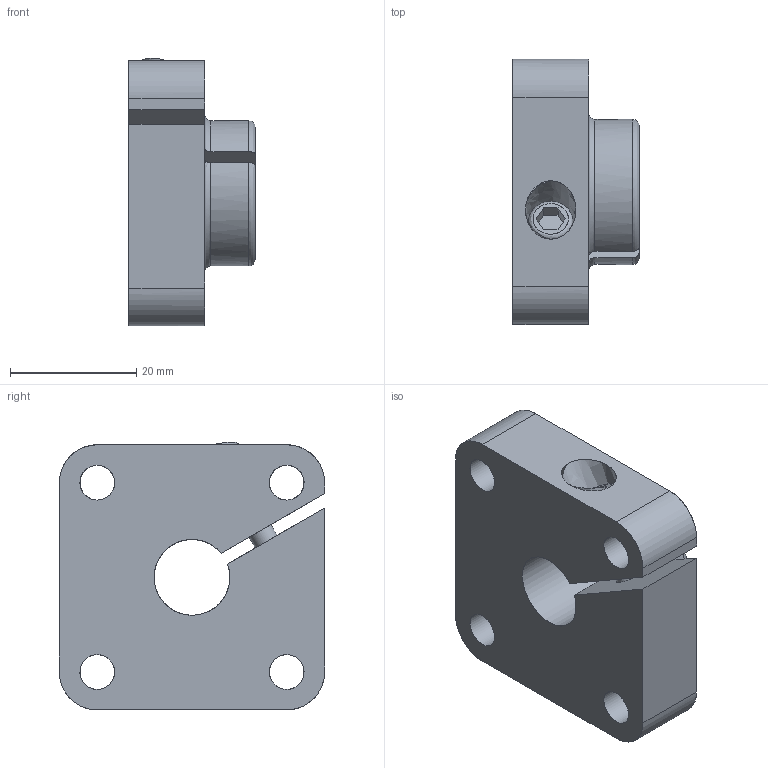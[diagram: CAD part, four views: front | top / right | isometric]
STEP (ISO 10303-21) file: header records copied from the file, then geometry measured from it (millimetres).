
FILE_DESCRIPTION ((), '1');
FILE_NAME ('FH56-012.stp', '2019-01-17T15:04:49', ('Unknown'), ('Unknown'), 'HarmonyWare STEP v2.0.5', 'Vectorworks', '');
FILE_SCHEMA (('CONFIG_CONTROL_DESIGN'));
Length unit declared in the file: millimetre
Products named in the file (1): NONE
Bounding box: 20 x 42 x 42.43 mm (x, y, z)
Surface area: 7694.1 mm2 (no closed solid volume)
Topology: 0 solids, 35 shells, 35 faces, 220 edges, 212 vertices
Faces by surface type: bspline 35
Entity records: 3603 total; most frequent: CARTESIAN_POINT 2501, ORIENTED_EDGE 228, EDGE_CURVE 220, VERTEX_POINT 212, B_SPLINE_CURVE_WITH_KNOTS 165, EDGE_LOOP 48, FACE_OUTER_BOUND 35, ADVANCED_FACE 35
